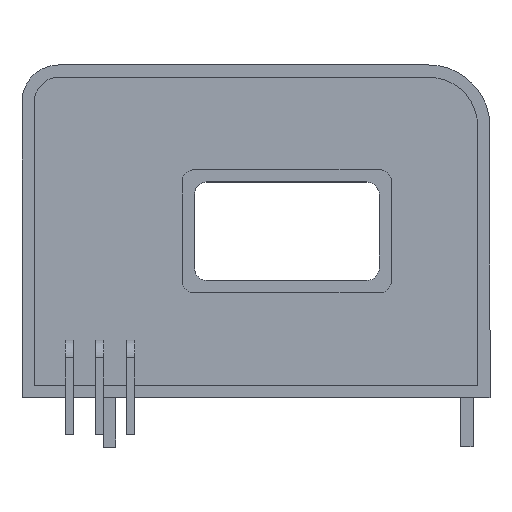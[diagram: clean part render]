
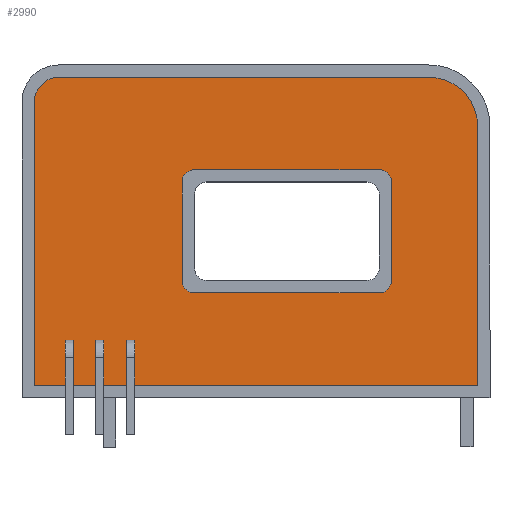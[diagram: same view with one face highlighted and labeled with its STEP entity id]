
A CAD part, top view. The second image highlights one B-rep face of the part: STEP entity #2990.
In plain terms, the highlighted planar face has unit normal (0, 0, 1).
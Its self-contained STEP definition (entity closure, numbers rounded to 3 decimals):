
#671=CARTESIAN_POINT('',(4.15,4.0,4.75));
#672=VERTEX_POINT('',#671);
#673=CARTESIAN_POINT('',(3.5,4.0,4.75));
#674=VERTEX_POINT('',#673);
#675=CARTESIAN_POINT('',(4.15,4.0,4.75));
#676=DIRECTION('',(-1.0,0.0,0.0));
#677=VECTOR('',#676,0.65);
#678=LINE('',#675,#677);
#679=EDGE_CURVE('',#672,#674,#678,.T.);
#711=CARTESIAN_POINT('',(4.15,4.65,4.75));
#712=VERTEX_POINT('',#711);
#713=CARTESIAN_POINT('',(4.15,4.65,4.75));
#714=DIRECTION('',(0.0,-1.0,0.0));
#715=VECTOR('',#714,0.65);
#716=LINE('',#713,#715);
#717=EDGE_CURVE('',#712,#672,#716,.T.);
#881=CARTESIAN_POINT('',(3.5,4.65,4.75));
#882=VERTEX_POINT('',#881);
#883=CARTESIAN_POINT('',(3.5,4.0,4.75));
#884=DIRECTION('',(0.0,1.0,0.0));
#885=VECTOR('',#884,0.65);
#886=LINE('',#883,#885);
#887=EDGE_CURVE('',#674,#882,#886,.T.);
#914=CARTESIAN_POINT('',(3.5,4.65,4.75));
#915=DIRECTION('',(1.0,0.0,0.0));
#916=VECTOR('',#915,0.65);
#917=LINE('',#914,#916);
#918=EDGE_CURVE('',#882,#712,#917,.T.);
#943=CARTESIAN_POINT('',(6.65,4.0,4.75));
#944=VERTEX_POINT('',#943);
#945=CARTESIAN_POINT('',(6.,4.0,4.75));
#946=VERTEX_POINT('',#945);
#947=CARTESIAN_POINT('',(6.65,4.0,4.75));
#948=DIRECTION('',(-1.0,0.0,0.0));
#949=VECTOR('',#948,0.65);
#950=LINE('',#947,#949);
#951=EDGE_CURVE('',#944,#946,#950,.T.);
#983=CARTESIAN_POINT('',(6.65,4.65,4.75));
#984=VERTEX_POINT('',#983);
#985=CARTESIAN_POINT('',(6.65,4.65,4.75));
#986=DIRECTION('',(0.0,-1.0,0.0));
#987=VECTOR('',#986,0.65);
#988=LINE('',#985,#987);
#989=EDGE_CURVE('',#984,#944,#988,.T.);
#1153=CARTESIAN_POINT('',(6.,4.65,4.75));
#1154=VERTEX_POINT('',#1153);
#1155=CARTESIAN_POINT('',(6.,4.0,4.75));
#1156=DIRECTION('',(0.0,1.0,0.0));
#1157=VECTOR('',#1156,0.65);
#1158=LINE('',#1155,#1157);
#1159=EDGE_CURVE('',#946,#1154,#1158,.T.);
#1186=CARTESIAN_POINT('',(6.,4.65,4.75));
#1187=DIRECTION('',(1.0,0.0,0.0));
#1188=VECTOR('',#1187,0.65);
#1189=LINE('',#1186,#1188);
#1190=EDGE_CURVE('',#1154,#984,#1189,.T.);
#1215=CARTESIAN_POINT('',(9.15,4.0,4.75));
#1216=VERTEX_POINT('',#1215);
#1217=CARTESIAN_POINT('',(8.5,4.0,4.75));
#1218=VERTEX_POINT('',#1217);
#1219=CARTESIAN_POINT('',(9.15,4.0,4.75));
#1220=DIRECTION('',(-1.0,0.0,0.0));
#1221=VECTOR('',#1220,0.65);
#1222=LINE('',#1219,#1221);
#1223=EDGE_CURVE('',#1216,#1218,#1222,.T.);
#1255=CARTESIAN_POINT('',(9.15,4.65,4.75));
#1256=VERTEX_POINT('',#1255);
#1257=CARTESIAN_POINT('',(9.15,4.65,4.75));
#1258=DIRECTION('',(0.0,-1.0,0.0));
#1259=VECTOR('',#1258,0.65);
#1260=LINE('',#1257,#1259);
#1261=EDGE_CURVE('',#1256,#1216,#1260,.T.);
#1425=CARTESIAN_POINT('',(8.5,4.65,4.75));
#1426=VERTEX_POINT('',#1425);
#1427=CARTESIAN_POINT('',(8.5,4.0,4.75));
#1428=DIRECTION('',(0.0,1.0,0.0));
#1429=VECTOR('',#1428,0.65);
#1430=LINE('',#1427,#1429);
#1431=EDGE_CURVE('',#1218,#1426,#1430,.T.);
#1458=CARTESIAN_POINT('',(8.5,4.65,4.75));
#1459=DIRECTION('',(1.0,0.0,0.0));
#1460=VECTOR('',#1459,0.65);
#1461=LINE('',#1458,#1460);
#1462=EDGE_CURVE('',#1426,#1256,#1461,.T.);
#2508=CARTESIAN_POINT('',(13.,17.5,4.75));
#2509=VERTEX_POINT('',#2508);
#2510=CARTESIAN_POINT('',(13.,9.5,4.75));
#2511=VERTEX_POINT('',#2510);
#2512=CARTESIAN_POINT('',(13.,17.5,4.75));
#2513=DIRECTION('',(0.0,-1.0,0.0));
#2514=VECTOR('',#2513,8.);
#2515=LINE('',#2512,#2514);
#2516=EDGE_CURVE('',#2509,#2511,#2515,.T.);
#2548=CARTESIAN_POINT('',(14.,8.5,4.75));
#2549=VERTEX_POINT('',#2548);
#2550=CARTESIAN_POINT('',(14.,9.5,4.75));
#2551=DIRECTION('',(0.0,0.0,1.0));
#2552=DIRECTION('',(-1.0,0.0,0.0));
#2553=AXIS2_PLACEMENT_3D('',#2550,#2551,#2552);
#2554=CIRCLE('',#2553,1.0);
#2555=EDGE_CURVE('',#2511,#2549,#2554,.T.);
#2581=CARTESIAN_POINT('',(29.0,8.5,4.75));
#2582=VERTEX_POINT('',#2581);
#2583=CARTESIAN_POINT('',(14.,8.5,4.75));
#2584=DIRECTION('',(1.0,0.0,0.0));
#2585=VECTOR('',#2584,15.);
#2586=LINE('',#2583,#2585);
#2587=EDGE_CURVE('',#2549,#2582,#2586,.T.);
#2612=CARTESIAN_POINT('',(30.,9.5,4.75));
#2613=VERTEX_POINT('',#2612);
#2614=CARTESIAN_POINT('',(29.0,9.5,4.75));
#2615=DIRECTION('',(0.0,0.0,1.0));
#2616=DIRECTION('',(0.0,-1.0,0.0));
#2617=AXIS2_PLACEMENT_3D('',#2614,#2615,#2616);
#2618=CIRCLE('',#2617,1.0);
#2619=EDGE_CURVE('',#2582,#2613,#2618,.T.);
#2645=CARTESIAN_POINT('',(30.,17.5,4.75));
#2646=VERTEX_POINT('',#2645);
#2647=CARTESIAN_POINT('',(30.,9.5,4.75));
#2648=DIRECTION('',(0.0,1.0,0.0));
#2649=VECTOR('',#2648,8.);
#2650=LINE('',#2647,#2649);
#2651=EDGE_CURVE('',#2613,#2646,#2650,.T.);
#2676=CARTESIAN_POINT('',(29.,18.5,4.75));
#2677=VERTEX_POINT('',#2676);
#2678=CARTESIAN_POINT('',(29.,17.5,4.75));
#2679=DIRECTION('',(0.0,0.0,1.0));
#2680=DIRECTION('',(1.0,0.0,0.0));
#2681=AXIS2_PLACEMENT_3D('',#2678,#2679,#2680);
#2682=CIRCLE('',#2681,1.0);
#2683=EDGE_CURVE('',#2646,#2677,#2682,.T.);
#2709=CARTESIAN_POINT('',(14.,18.5,4.75));
#2710=VERTEX_POINT('',#2709);
#2711=CARTESIAN_POINT('',(29.,18.5,4.75));
#2712=DIRECTION('',(-1.0,0.0,0.0));
#2713=VECTOR('',#2712,15.);
#2714=LINE('',#2711,#2713);
#2715=EDGE_CURVE('',#2677,#2710,#2714,.T.);
#2740=CARTESIAN_POINT('',(14.,17.5,4.75));
#2741=DIRECTION('',(0.0,0.0,1.0));
#2742=DIRECTION('',(0.0,1.0,0.0));
#2743=AXIS2_PLACEMENT_3D('',#2740,#2741,#2742);
#2744=CIRCLE('',#2743,1.0);
#2745=EDGE_CURVE('',#2710,#2509,#2744,.T.);
#2764=CARTESIAN_POINT('',(1.,24.,4.75));
#2765=VERTEX_POINT('',#2764);
#2766=CARTESIAN_POINT('',(1.,1.0,4.75));
#2767=VERTEX_POINT('',#2766);
#2768=CARTESIAN_POINT('',(1.,24.,4.75));
#2769=DIRECTION('',(0.0,-1.0,0.0));
#2770=VECTOR('',#2769,23.);
#2771=LINE('',#2768,#2770);
#2772=EDGE_CURVE('',#2765,#2767,#2771,.T.);
#2804=CARTESIAN_POINT('',(37.,1.,4.75));
#2805=VERTEX_POINT('',#2804);
#2806=CARTESIAN_POINT('',(1.,1.0,4.75));
#2807=DIRECTION('',(1.0,0.0,0.0));
#2808=VECTOR('',#2807,36.);
#2809=LINE('',#2806,#2808);
#2810=EDGE_CURVE('',#2767,#2805,#2809,.T.);
#2835=CARTESIAN_POINT('',(37.0,22.,4.75));
#2836=VERTEX_POINT('',#2835);
#2837=CARTESIAN_POINT('',(37.,1.,4.75));
#2838=DIRECTION('',(0.0,1.0,0.0));
#2839=VECTOR('',#2838,21.);
#2840=LINE('',#2837,#2839);
#2841=EDGE_CURVE('',#2805,#2836,#2840,.T.);
#2866=CARTESIAN_POINT('',(33.0,26.,4.75));
#2867=VERTEX_POINT('',#2866);
#2868=CARTESIAN_POINT('',(33.0,22.,4.75));
#2869=DIRECTION('',(0.0,0.0,1.0));
#2870=DIRECTION('',(-1.0,0.0,0.0));
#2871=AXIS2_PLACEMENT_3D('',#2868,#2869,#2870);
#2872=CIRCLE('',#2871,4.0);
#2873=EDGE_CURVE('',#2836,#2867,#2872,.T.);
#2899=CARTESIAN_POINT('',(3.,26.0,4.75));
#2900=VERTEX_POINT('',#2899);
#2901=CARTESIAN_POINT('',(33.0,26.,4.75));
#2902=DIRECTION('',(-1.0,0.0,0.0));
#2903=VECTOR('',#2902,30.);
#2904=LINE('',#2901,#2903);
#2905=EDGE_CURVE('',#2867,#2900,#2904,.T.);
#2930=CARTESIAN_POINT('',(3.,24.,4.75));
#2931=DIRECTION('',(0.0,0.0,1.0));
#2932=DIRECTION('',(0.0,-1.0,0.0));
#2933=AXIS2_PLACEMENT_3D('',#2930,#2931,#2932);
#2934=CIRCLE('',#2933,2.);
#2935=EDGE_CURVE('',#2900,#2765,#2934,.T.);
#2949=CARTESIAN_POINT('',(18.861,13.215,4.75));
#2950=DIRECTION('',(0.0,0.0,1.0));
#2951=DIRECTION('',(1.0,0.0,0.0));
#2952=AXIS2_PLACEMENT_3D('',#2949,#2950,#2951);
#2953=PLANE('',#2952);
#2954=ORIENTED_EDGE('',*,*,#2772,.T.);
#2955=ORIENTED_EDGE('',*,*,#2810,.T.);
#2956=ORIENTED_EDGE('',*,*,#2841,.T.);
#2957=ORIENTED_EDGE('',*,*,#2873,.T.);
#2958=ORIENTED_EDGE('',*,*,#2905,.T.);
#2959=ORIENTED_EDGE('',*,*,#2935,.T.);
#2960=EDGE_LOOP('',(#2954,#2955,#2956,#2957,#2958,#2959));
#2961=FACE_OUTER_BOUND('',#2960,.T.);
#2962=ORIENTED_EDGE('',*,*,#717,.T.);
#2963=ORIENTED_EDGE('',*,*,#679,.T.);
#2964=ORIENTED_EDGE('',*,*,#887,.T.);
#2965=ORIENTED_EDGE('',*,*,#918,.T.);
#2966=EDGE_LOOP('',(#2962,#2963,#2964,#2965));
#2967=FACE_BOUND('',#2966,.T.);
#2968=ORIENTED_EDGE('',*,*,#989,.T.);
#2969=ORIENTED_EDGE('',*,*,#951,.T.);
#2970=ORIENTED_EDGE('',*,*,#1159,.T.);
#2971=ORIENTED_EDGE('',*,*,#1190,.T.);
#2972=EDGE_LOOP('',(#2968,#2969,#2970,#2971));
#2973=FACE_BOUND('',#2972,.T.);
#2974=ORIENTED_EDGE('',*,*,#1261,.T.);
#2975=ORIENTED_EDGE('',*,*,#1223,.T.);
#2976=ORIENTED_EDGE('',*,*,#1431,.T.);
#2977=ORIENTED_EDGE('',*,*,#1462,.T.);
#2978=EDGE_LOOP('',(#2974,#2975,#2976,#2977));
#2979=FACE_BOUND('',#2978,.T.);
#2980=ORIENTED_EDGE('',*,*,#2516,.F.);
#2981=ORIENTED_EDGE('',*,*,#2745,.F.);
#2982=ORIENTED_EDGE('',*,*,#2715,.F.);
#2983=ORIENTED_EDGE('',*,*,#2683,.F.);
#2984=ORIENTED_EDGE('',*,*,#2651,.F.);
#2985=ORIENTED_EDGE('',*,*,#2619,.F.);
#2986=ORIENTED_EDGE('',*,*,#2587,.F.);
#2987=ORIENTED_EDGE('',*,*,#2555,.F.);
#2988=EDGE_LOOP('',(#2980,#2981,#2982,#2983,#2984,#2985,#2986,#2987));
#2989=FACE_BOUND('',#2988,.T.);
#2990=ADVANCED_FACE('',(#2961,#2967,#2973,#2979,#2989),#2953,.T.);
